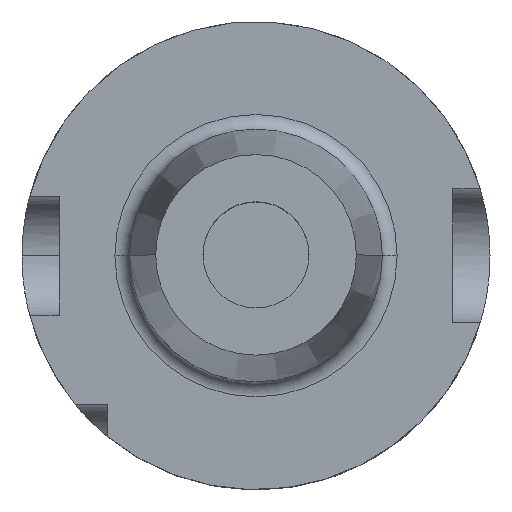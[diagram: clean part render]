
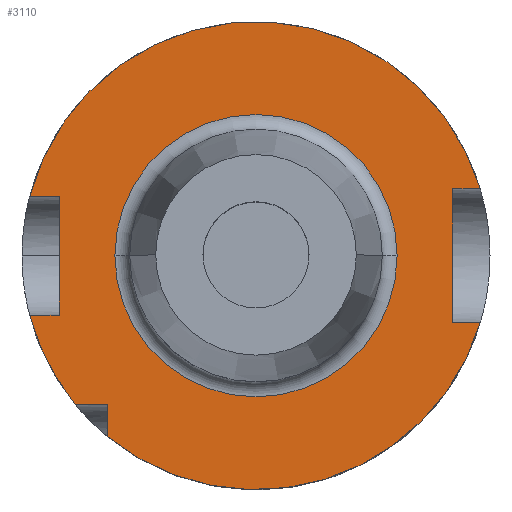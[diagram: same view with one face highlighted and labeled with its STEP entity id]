
A CAD part, top view. The second image highlights one B-rep face of the part: STEP entity #3110.
In plain terms, the highlighted planar face has unit normal (0, 0, 1).
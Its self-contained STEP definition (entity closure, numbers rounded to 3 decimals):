
#6 = CARTESIAN_POINT ( 'NONE',  ( 26.5, -9., 26. ) ) ;
#34 = CIRCLE ( 'NONE', #2987, 31.5 ) ;
#109 = ORIENTED_EDGE ( 'NONE', *, *, #2369, .F. ) ;
#119 = CARTESIAN_POINT ( 'NONE',  ( -26.5, 8., 26. ) ) ;
#144 = CARTESIAN_POINT ( 'NONE',  ( 0., 0., 26. ) ) ;
#157 = DIRECTION ( 'NONE',  ( -1., 0., 0. ) ) ;
#196 = DIRECTION ( 'NONE',  ( 0., 0., -1. ) ) ;
#221 = CARTESIAN_POINT ( 'NONE',  ( -20., -20., 26. ) ) ;
#296 = VECTOR ( 'NONE', #462, 1000. ) ;
#331 = CARTESIAN_POINT ( 'NONE',  ( 26.5, 9., 26. ) ) ;
#433 = DIRECTION ( 'NONE',  ( -1., 0., 0. ) ) ;
#438 = CIRCLE ( 'NONE', #2445, 31.5 ) ;
#462 = DIRECTION ( 'NONE',  ( 1., 0., 0. ) ) ;
#482 = LINE ( 'NONE', #1221, #1315 ) ;
#502 = ORIENTED_EDGE ( 'NONE', *, *, #1940, .T. ) ;
#515 = FACE_OUTER_BOUND ( 'NONE', #3290, .T. ) ;
#547 = PLANE ( 'NONE',  #1384 ) ;
#562 = DIRECTION ( 'NONE',  ( 1., 0., 0. ) ) ;
#596 = VERTEX_POINT ( 'NONE', #6 ) ;
#631 = EDGE_CURVE ( 'NONE', #2821, #3566, #1265, .T. ) ;
#660 = DIRECTION ( 'NONE',  ( -1., 0., 0. ) ) ;
#673 = ORIENTED_EDGE ( 'NONE', *, *, #631, .F. ) ;
#788 = VERTEX_POINT ( 'NONE', #2985 ) ;
#831 = DIRECTION ( 'NONE',  ( 0., 0., 1. ) ) ;
#833 = EDGE_CURVE ( 'NONE', #3407, #2320, #1660, .T. ) ;
#931 = CARTESIAN_POINT ( 'NONE',  ( -20., 19., 26. ) ) ;
#947 = ORIENTED_EDGE ( 'NONE', *, *, #833, .F. ) ;
#1027 = CARTESIAN_POINT ( 'NONE',  ( 0., -8., 26. ) ) ;
#1075 = FACE_BOUND ( 'NONE', #2769, .T. ) ;
#1086 = ORIENTED_EDGE ( 'NONE', *, *, #1545, .T. ) ;
#1099 = DIRECTION ( 'NONE',  ( 0., 0., -1. ) ) ;
#1101 = CARTESIAN_POINT ( 'NONE',  ( 0., 9., 26. ) ) ;
#1127 = EDGE_CURVE ( 'NONE', #3566, #3674, #2687, .T. ) ;
#1203 = DIRECTION ( 'NONE',  ( 0., 1., 0. ) ) ;
#1221 = CARTESIAN_POINT ( 'NONE',  ( -26.5, 19., 26. ) ) ;
#1265 = LINE ( 'NONE', #1569, #1345 ) ;
#1307 = DIRECTION ( 'NONE',  ( -1., 0., 0. ) ) ;
#1315 = VECTOR ( 'NONE', #3281, 1000. ) ;
#1320 = CARTESIAN_POINT ( 'NONE',  ( -26.5, -8., 26. ) ) ;
#1345 = VECTOR ( 'NONE', #660, 1000. ) ;
#1373 = VERTEX_POINT ( 'NONE', #3203 ) ;
#1376 = CARTESIAN_POINT ( 'NONE',  ( 0., 19., 26. ) ) ;
#1384 = AXIS2_PLACEMENT_3D ( 'NONE', #1376, #831, #2793 ) ;
#1434 = AXIS2_PLACEMENT_3D ( 'NONE', #1598, #3299, #1307 ) ;
#1440 = EDGE_CURVE ( 'NONE', #1878, #3407, #482, .T. ) ;
#1448 = ORIENTED_EDGE ( 'NONE', *, *, #2470, .F. ) ;
#1482 = VERTEX_POINT ( 'NONE', #2274 ) ;
#1545 = EDGE_CURVE ( 'NONE', #1482, #596, #2462, .T. ) ;
#1569 = CARTESIAN_POINT ( 'NONE',  ( 0., -20., 26. ) ) ;
#1598 = CARTESIAN_POINT ( 'NONE',  ( 0., 0., 26. ) ) ;
#1632 = DIRECTION ( 'NONE',  ( 0., 0., -1. ) ) ;
#1660 = LINE ( 'NONE', #2875, #2417 ) ;
#1717 = VECTOR ( 'NONE', #2059, 1000. ) ;
#1779 = CARTESIAN_POINT ( 'NONE',  ( 0., -9., 26. ) ) ;
#1877 = EDGE_CURVE ( 'NONE', #1898, #1373, #1934, .T. ) ;
#1878 = VERTEX_POINT ( 'NONE', #1320 ) ;
#1894 = CARTESIAN_POINT ( 'NONE',  ( 0., 0., 26. ) ) ;
#1897 = ORIENTED_EDGE ( 'NONE', *, *, #1440, .F. ) ;
#1898 = VERTEX_POINT ( 'NONE', #3597 ) ;
#1934 = CIRCLE ( 'NONE', #2206, 19. ) ;
#1940 = EDGE_CURVE ( 'NONE', #1373, #1898, #3083, .T. ) ;
#1960 = ORIENTED_EDGE ( 'NONE', *, *, #1877, .T. ) ;
#2026 = VECTOR ( 'NONE', #1203, 1000. ) ;
#2059 = DIRECTION ( 'NONE',  ( -1., 0., 0. ) ) ;
#2118 = LINE ( 'NONE', #931, #2026 ) ;
#2126 = DIRECTION ( 'NONE',  ( 0., 0., -1. ) ) ;
#2172 = DIRECTION ( 'NONE',  ( -1., 0., 0. ) ) ;
#2206 = AXIS2_PLACEMENT_3D ( 'NONE', #1894, #196, #2172 ) ;
#2223 = EDGE_CURVE ( 'NONE', #2355, #3209, #3229, .T. ) ;
#2264 = ORIENTED_EDGE ( 'NONE', *, *, #2925, .F. ) ;
#2274 = CARTESIAN_POINT ( 'NONE',  ( 30.187, -9., 26. ) ) ;
#2285 = VECTOR ( 'NONE', #3040, 1000. ) ;
#2289 = CARTESIAN_POINT ( 'NONE',  ( -30.467, 8., 26. ) ) ;
#2320 = VERTEX_POINT ( 'NONE', #2289 ) ;
#2355 = VERTEX_POINT ( 'NONE', #331 ) ;
#2369 = EDGE_CURVE ( 'NONE', #788, #2821, #2118, .T. ) ;
#2417 = VECTOR ( 'NONE', #157, 1000. ) ;
#2445 = AXIS2_PLACEMENT_3D ( 'NONE', #144, #2126, #433 ) ;
#2462 = LINE ( 'NONE', #1779, #1717 ) ;
#2470 = EDGE_CURVE ( 'NONE', #2320, #3209, #438, .T. ) ;
#2542 = VECTOR ( 'NONE', #562, 1000. ) ;
#2547 = LINE ( 'NONE', #1027, #296 ) ;
#2687 = CIRCLE ( 'NONE', #1434, 31.5 ) ;
#2721 = CARTESIAN_POINT ( 'NONE',  ( -24.336, -20., 26. ) ) ;
#2747 = CARTESIAN_POINT ( 'NONE',  ( 26.5, 19., 26. ) ) ;
#2749 = ORIENTED_EDGE ( 'NONE', *, *, #3631, .T. ) ;
#2769 = EDGE_LOOP ( 'NONE', ( #502, #1960 ) ) ;
#2783 = ORIENTED_EDGE ( 'NONE', *, *, #1127, .F. ) ;
#2792 = CARTESIAN_POINT ( 'NONE',  ( 0., 0., 26. ) ) ;
#2793 = DIRECTION ( 'NONE',  ( 1., 0., 0. ) ) ;
#2821 = VERTEX_POINT ( 'NONE', #221 ) ;
#2875 = CARTESIAN_POINT ( 'NONE',  ( 0., 8., 26. ) ) ;
#2925 = EDGE_CURVE ( 'NONE', #1482, #788, #34, .T. ) ;
#2985 = CARTESIAN_POINT ( 'NONE',  ( -20., -24.336, 26. ) ) ;
#2987 = AXIS2_PLACEMENT_3D ( 'NONE', #2792, #1099, #3090 ) ;
#3040 = DIRECTION ( 'NONE',  ( 0., 1., 0. ) ) ;
#3044 = LINE ( 'NONE', #2747, #2285 ) ;
#3083 = CIRCLE ( 'NONE', #3168, 19. ) ;
#3090 = DIRECTION ( 'NONE',  ( -1., 0., 0. ) ) ;
#3110 = ADVANCED_FACE ( 'NONE', ( #515, #1075 ), #547, .T. ) ;
#3168 = AXIS2_PLACEMENT_3D ( 'NONE', #3345, #1632, #3626 ) ;
#3203 = CARTESIAN_POINT ( 'NONE',  ( -19., 0., 26. ) ) ;
#3209 = VERTEX_POINT ( 'NONE', #3423 ) ;
#3215 = ORIENTED_EDGE ( 'NONE', *, *, #3546, .F. ) ;
#3229 = LINE ( 'NONE', #1101, #2542 ) ;
#3281 = DIRECTION ( 'NONE',  ( 0., 1., 0. ) ) ;
#3290 = EDGE_LOOP ( 'NONE', ( #673, #109, #2264, #1086, #2749, #3382, #1448, #947, #1897, #3215, #2783 ) ) ;
#3299 = DIRECTION ( 'NONE',  ( 0., 0., -1. ) ) ;
#3345 = CARTESIAN_POINT ( 'NONE',  ( 0., 0., 26. ) ) ;
#3382 = ORIENTED_EDGE ( 'NONE', *, *, #2223, .T. ) ;
#3407 = VERTEX_POINT ( 'NONE', #119 ) ;
#3423 = CARTESIAN_POINT ( 'NONE',  ( 30.187, 9., 26. ) ) ;
#3546 = EDGE_CURVE ( 'NONE', #3674, #1878, #2547, .T. ) ;
#3566 = VERTEX_POINT ( 'NONE', #2721 ) ;
#3597 = CARTESIAN_POINT ( 'NONE',  ( 19., 0., 26. ) ) ;
#3624 = CARTESIAN_POINT ( 'NONE',  ( -30.467, -8., 26. ) ) ;
#3626 = DIRECTION ( 'NONE',  ( -1., 0., 0. ) ) ;
#3631 = EDGE_CURVE ( 'NONE', #596, #2355, #3044, .T. ) ;
#3674 = VERTEX_POINT ( 'NONE', #3624 ) ;
